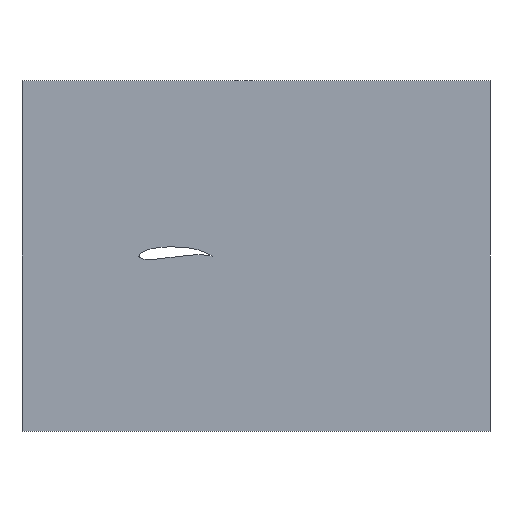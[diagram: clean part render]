
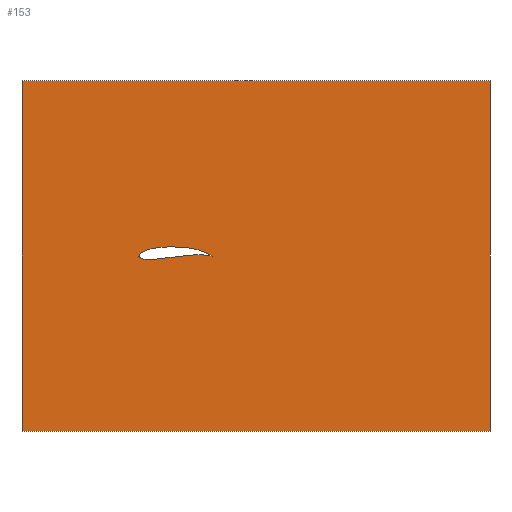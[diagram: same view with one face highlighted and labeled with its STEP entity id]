
A CAD part, top view. The second image highlights one B-rep face of the part: STEP entity #153.
In plain terms, the highlighted planar face has unit normal (0, 0, 1).
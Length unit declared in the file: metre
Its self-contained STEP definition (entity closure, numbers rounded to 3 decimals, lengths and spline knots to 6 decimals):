
#5=CARTESIAN_POINT('',(0.13922,0.005834,0.0));
#6=DIRECTION('',(0.0,0.0,1.0));
#7=DIRECTION('',(1.0,0.0,0.0));
#8=AXIS2_PLACEMENT_3D('',#5,#6,#7);
#9=PLANE('',#8);
#10=CARTESIAN_POINT('',(-0.5,-0.75,0.0));
#11=VERTEX_POINT('',#10);
#12=CARTESIAN_POINT('',(-0.5,0.75,0.0));
#13=VERTEX_POINT('',#12);
#14=CARTESIAN_POINT('',(-0.5,-0.75,0.0));
#15=DIRECTION('',(0.0,1.0,0.0));
#16=VECTOR('',#15,1.5);
#17=LINE('',#14,#16);
#18=EDGE_CURVE('',#11,#13,#17,.T.);
#19=ORIENTED_EDGE('',*,*,#18,.F.);
#20=CARTESIAN_POINT('',(1.5,-0.75,0.0));
#21=VERTEX_POINT('',#20);
#22=CARTESIAN_POINT('',(1.5,-0.75,0.0));
#23=DIRECTION('',(-1.0,0.0,0.0));
#24=VECTOR('',#23,2.0);
#25=LINE('',#22,#24);
#26=EDGE_CURVE('',#21,#11,#25,.T.);
#27=ORIENTED_EDGE('',*,*,#26,.F.);
#28=CARTESIAN_POINT('',(1.5,0.75,0.0));
#29=VERTEX_POINT('',#28);
#30=CARTESIAN_POINT('',(1.5,-0.75,0.0));
#31=DIRECTION('',(0.0,1.0,0.0));
#32=VECTOR('',#31,1.5);
#33=LINE('',#30,#32);
#34=EDGE_CURVE('',#21,#29,#33,.T.);
#35=ORIENTED_EDGE('',*,*,#34,.T.);
#36=CARTESIAN_POINT('',(-0.5,0.75,0.0));
#37=DIRECTION('',(1.0,0.0,0.0));
#38=VECTOR('',#37,2.0);
#39=LINE('',#36,#38);
#40=EDGE_CURVE('',#13,#29,#39,.T.);
#41=ORIENTED_EDGE('',*,*,#40,.F.);
#42=EDGE_LOOP('',(#19,#27,#35,#41));
#43=FACE_OUTER_BOUND('',#42,.T.);
#44=CARTESIAN_POINT('',(0.312391,-0.000156,0.0));
#45=VERTEX_POINT('',#44);
#46=CARTESIAN_POINT('',(0.,0.,0.0));
#47=VERTEX_POINT('',#46);
#48=CARTESIAN_POINT('',(0.312391,-0.000156,0.0));
#49=CARTESIAN_POINT('',(0.310761,0.000186,0.0));
#50=CARTESIAN_POINT('',(0.30872,0.000595,0.0));
#51=CARTESIAN_POINT('',(0.306267,0.001068,0.0));
#52=CARTESIAN_POINT('',(0.305448,0.001219,0.0));
#53=CARTESIAN_POINT('',(0.29685,0.002806,0.0));
#54=CARTESIAN_POINT('',(0.285294,0.004433,0.0));
#55=CARTESIAN_POINT('',(0.269102,0.005684,0.0));
#56=CARTESIAN_POINT('',(0.256198,0.006121,0.0));
#57=CARTESIAN_POINT('',(0.242039,0.005852,0.0));
#58=CARTESIAN_POINT('',(0.232069,0.005135,0.0));
#59=CARTESIAN_POINT('',(0.225025,0.004435,0.0));
#60=CARTESIAN_POINT('',(0.221715,0.004063,0.0));
#61=CARTESIAN_POINT('',(0.218825,0.003687,0.0));
#62=CARTESIAN_POINT('',(0.216348,0.003365,0.0));
#63=CARTESIAN_POINT('',(0.214697,0.003141,0.0));
#64=CARTESIAN_POINT('',(0.209745,0.002482,0.0));
#65=CARTESIAN_POINT('',(0.199838,0.001171,0.0));
#66=CARTESIAN_POINT('',(0.189937,-0.000178,0.0));
#67=CARTESIAN_POINT('',(0.176733,-0.00196,0.0));
#68=CARTESIAN_POINT('',(0.170132,-0.002856,0.0));
#69=CARTESIAN_POINT('',(0.160228,-0.004184,0.0));
#70=CARTESIAN_POINT('',(0.156927,-0.004627,0.0));
#71=CARTESIAN_POINT('',(0.143719,-0.00638,0.0));
#72=CARTESIAN_POINT('',(0.130507,-0.008098,0.0));
#73=CARTESIAN_POINT('',(0.117276,-0.009674,0.0));
#74=CARTESIAN_POINT('',(0.108177,-0.010724,0.0));
#75=CARTESIAN_POINT('',(0.099071,-0.011719,0.0));
#76=CARTESIAN_POINT('',(0.086635,-0.012895,0.0));
#77=CARTESIAN_POINT('',(0.076675,-0.013703,0.0));
#78=CARTESIAN_POINT('',(0.066703,-0.014344,0.0));
#79=CARTESIAN_POINT('',(0.058383,-0.014702,0.0));
#80=CARTESIAN_POINT('',(0.050473,-0.014881,0.0));
#81=CARTESIAN_POINT('',(0.044227,-0.014888,0.0));
#82=CARTESIAN_POINT('',(0.037151,-0.014695,0.0));
#83=CARTESIAN_POINT('',(0.031331,-0.014359,0.0));
#84=CARTESIAN_POINT('',(0.025943,-0.013826,0.0));
#85=CARTESIAN_POINT('',(0.02223,-0.013319,0.0));
#86=CARTESIAN_POINT('',(0.019356,-0.012832,0.0));
#87=CARTESIAN_POINT('',(0.016498,-0.012258,0.0));
#88=CARTESIAN_POINT('',(0.013871,-0.011605,0.0));
#89=CARTESIAN_POINT('',(0.011681,-0.010933,0.0));
#90=CARTESIAN_POINT('',(0.009911,-0.010319,0.0));
#91=CARTESIAN_POINT('',(0.008173,-0.009614,0.0));
#92=CARTESIAN_POINT('',(0.00668,-0.008875,0.0));
#93=CARTESIAN_POINT('',(0.005499,-0.008212,0.0));
#94=CARTESIAN_POINT('',(0.004442,-0.007545,0.0));
#95=CARTESIAN_POINT('',(0.003374,-0.006711,0.0));
#96=CARTESIAN_POINT('',(0.002477,-0.005839,0.0));
#97=CARTESIAN_POINT('',(0.001679,-0.004875,0.0));
#98=CARTESIAN_POINT('',(0.000876,-0.003529,0.0));
#99=CARTESIAN_POINT('',(0.000271,-0.001857,0.0));
#100=CARTESIAN_POINT('',(0.000061,-0.000621,0.0));
#101=CARTESIAN_POINT('',(0.,0.,0.0));
#102=B_SPLINE_CURVE_WITH_KNOTS('',3,(#48,#49,#50,#51,#52,#53,#54,#55,#56,#57,#58,#59,#60,#61,#62,#63,#64,#65,#66,#67,#68,#69,#70,#71,#72,#73,#74,#75,#76,#77,#78,#79,#80,#81,#82,#83,#84,#85,#86,#87,#88,#89,#90,#91,#92,#93,#94,#95,#96,#97,#98,#99,#100,#101),.UNSPECIFIED.,.F.,.U.,(4,1,1,2,1,1,1,1,1,1,1,2,2,1,2,2,2,1,2,1,1,1,1,1,1,1,1,1,1,1,1,1,1,1,1,1,1,1,1,1,1,1,1,1,4),(-0.000014,0.004982,0.006231,0.00748,0.032463,0.042456,0.056197,0.071187,0.084927,0.086176,0.092422,0.09492,0.099917,0.10991,0.129896,0.149883,0.159876,0.189855,0.199849,0.217337,0.22733,0.237323,0.247316,0.257309,0.262306,0.27105,0.276046,0.283541,0.288538,0.292285,0.294783,0.297282,0.301029,0.302903,0.304152,0.30665,0.308524,0.309148,0.31071,0.312271,0.313208,0.314457,0.316019,0.317892,0.319766),.UNSPECIFIED.);
#103=EDGE_CURVE('',#45,#47,#102,.T.);
#104=ORIENTED_EDGE('',*,*,#103,.T.);
#105=CARTESIAN_POINT('',(0.,0.,0.0));
#106=CARTESIAN_POINT('',(0.00009,0.000749,0.0));
#107=CARTESIAN_POINT('',(0.00031,0.001916,0.0));
#108=CARTESIAN_POINT('',(0.000798,0.003459,0.0));
#109=CARTESIAN_POINT('',(0.001382,0.004851,0.0));
#110=CARTESIAN_POINT('',(0.002124,0.006168,0.0));
#111=CARTESIAN_POINT('',(0.003188,0.007661,0.0));
#112=CARTESIAN_POINT('',(0.004403,0.009036,0.0));
#113=CARTESIAN_POINT('',(0.005728,0.010301,0.0));
#114=CARTESIAN_POINT('',(0.007517,0.011856,0.0));
#115=CARTESIAN_POINT('',(0.009742,0.013562,0.0));
#116=CARTESIAN_POINT('',(0.013523,0.016051,0.0));
#117=CARTESIAN_POINT('',(0.017476,0.018261,0.0));
#118=CARTESIAN_POINT('',(0.021738,0.020339,0.0));
#119=CARTESIAN_POINT('',(0.025677,0.022088,0.0));
#120=CARTESIAN_POINT('',(0.030077,0.023853,0.0));
#121=CARTESIAN_POINT('',(0.034942,0.025608,0.0));
#122=CARTESIAN_POINT('',(0.041499,0.027744,0.0));
#123=CARTESIAN_POINT('',(0.04897,0.029841,0.0));
#124=CARTESIAN_POINT('',(0.057356,0.031835,0.0));
#125=CARTESIAN_POINT('',(0.066221,0.033656,0.0));
#126=CARTESIAN_POINT('',(0.078546,0.035743,0.0));
#127=CARTESIAN_POINT('',(0.095235,0.037771,0.0));
#128=CARTESIAN_POINT('',(0.115877,0.039205,0.0));
#129=CARTESIAN_POINT('',(0.138288,0.039648,0.0));
#130=CARTESIAN_POINT('',(0.160695,0.039084,0.0));
#131=CARTESIAN_POINT('',(0.183063,0.037687,0.0));
#132=CARTESIAN_POINT('',(0.201081,0.035947,0.0));
#133=CARTESIAN_POINT('',(0.212205,0.034606,0.0));
#134=CARTESIAN_POINT('',(0.216907,0.034004,0.0));
#135=CARTESIAN_POINT('',(0.219044,0.033729,0.0));
#136=CARTESIAN_POINT('',(0.222457,0.033242,0.0));
#137=CARTESIAN_POINT('',(0.225011,0.032835,0.0));
#138=CARTESIAN_POINT('',(0.233081,0.031452,0.0));
#139=CARTESIAN_POINT('',(0.245715,0.028652,0.0));
#140=CARTESIAN_POINT('',(0.264253,0.02291,0.0));
#141=CARTESIAN_POINT('',(0.284681,0.014754,0.0));
#142=CARTESIAN_POINT('',(0.298918,0.007532,0.0));
#143=CARTESIAN_POINT('',(0.307547,0.002658,0.0));
#144=CARTESIAN_POINT('',(0.308669,0.002015,0.0));
#145=CARTESIAN_POINT('',(0.310535,0.000937,0.0));
#146=CARTESIAN_POINT('',(0.31165,0.000283,0.0));
#147=CARTESIAN_POINT('',(0.312391,-0.000156,0.0));
#148=B_SPLINE_CURVE_WITH_KNOTS('',3,(#105,#106,#107,#108,#109,#110,#111,#112,#113,#114,#115,#116,#117,#118,#119,#120,#121,#122,#123,#124,#125,#126,#127,#128,#129,#130,#131,#132,#133,#134,#135,#136,#137,#138,#139,#140,#141,#142,#143,#144,#145,#146,#147),.UNSPECIFIED.,.F.,.U.,(4,1,1,1,1,1,1,1,1,1,1,1,1,1,1,1,1,1,1,1,1,1,1,1,1,1,1,2,1,1,1,1,1,1,1,2,1,1,4),(0.,0.002262,0.003555,0.004848,0.006787,0.00808,0.010342,0.012281,0.013574,0.017453,0.020685,0.027149,0.031027,0.034906,0.040077,0.045248,0.050419,0.060762,0.068519,0.076276,0.087911,0.106011,0.126696,0.149967,0.173237,0.193922,0.217193,0.227536,0.231414,0.234,0.237878,0.239171,0.258563,0.276663,0.297348,0.324497,0.327083,0.328376,0.330961),.UNSPECIFIED.);
#149=EDGE_CURVE('',#47,#45,#148,.T.);
#150=ORIENTED_EDGE('',*,*,#149,.T.);
#151=EDGE_LOOP('',(#104,#150));
#152=FACE_BOUND('',#151,.T.);
#153=ADVANCED_FACE('',(#43,#152),#9,.T.);
